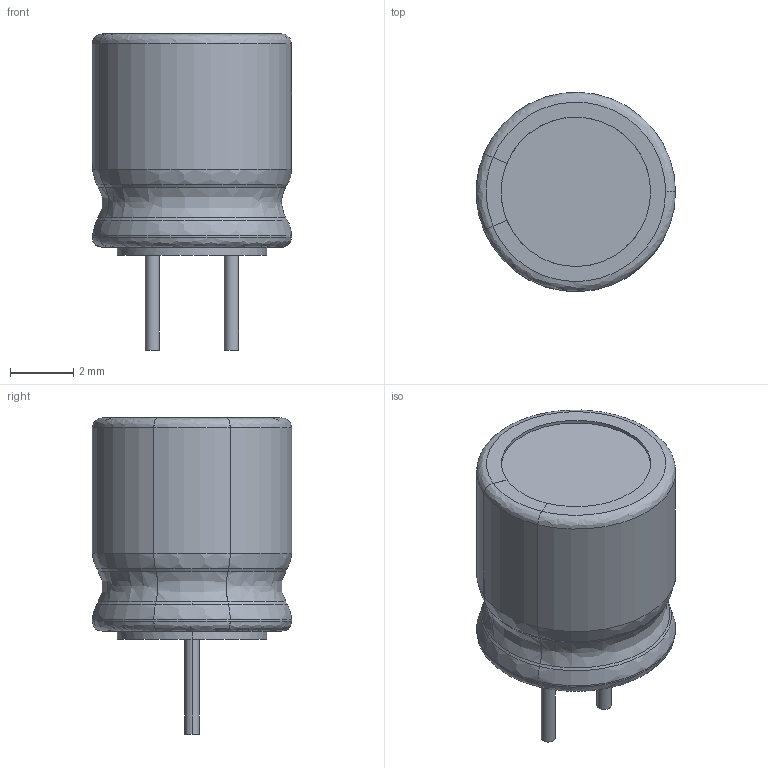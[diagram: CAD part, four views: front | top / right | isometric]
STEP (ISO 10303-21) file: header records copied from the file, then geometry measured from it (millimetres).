
FILE_DESCRIPTION (( 'STEP AP214' ), '1' );
FILE_NAME ('User Library-CapAluRadial_D63H70P25.STEP', '2018-09-20T12:04:30', ( '' ), ( '' ), 'SwSTEP 2.0', 'SolidWorks 2018', '' );
FILE_SCHEMA (( 'AUTOMOTIVE_DESIGN' ));
Length unit declared in the file: centimetre
Products named in the file (1): User Library-CapAluRadial_D63H70P25
Bounding box: 6.29 x 6.3 x 10 mm (x, y, z)
Volume: 206.9 mm3; surface area: 204.4 mm2
Topology: 1 solids, 1 shells, 47 faces, 119 edges, 76 vertices
Faces by surface type: bspline 15, cylinder 14, plane 12, cone 6
Entity records: 2031 total; most frequent: CARTESIAN_POINT 652, ORIENTED_EDGE 238, DIRECTION 208, EDGE_CURVE 119, AXIS2_PLACEMENT_3D 84, VERTEX_POINT 76, CIRCLE 51, EDGE_LOOP 49
